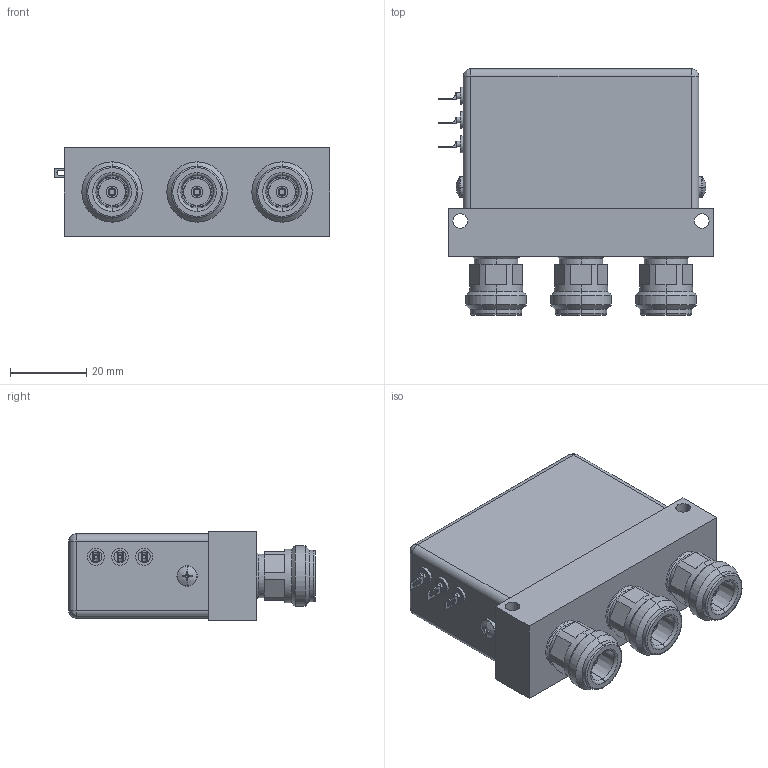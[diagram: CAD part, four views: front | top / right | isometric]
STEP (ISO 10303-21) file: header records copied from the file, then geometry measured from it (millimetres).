
FILE_DESCRIPTION (( 'STEP AP203' ), '1' );
FILE_NAME ('FMSW6492_3D.STEP', '2022-05-16T23:54:26', ( '' ), ( '' ), 'SwSTEP 2.0', 'SolidWorks 2021', '' );
FILE_SCHEMA (( 'CONFIG_CONTROL_DESIGN' ));
Length unit declared in the file: inch
Products named in the file (6): FMSW6492_3D; B12021003_1^FMSW6492; B12029001_1^FMSW6492; R12053-e360_-22_1^FMSW6492; A12075Y04_-401_1^FMSW6492; R040691-e360_-03_1^FMSW6492
Assembly tree (10 placements, depth 2):
  FMSW6492_3D
    B12021003_1^FMSW6492
    B12029001_1^FMSW6492  x3
    R12053-e360_-22_1^FMSW6492
    R040691-e360_-03_1^FMSW6492  x3
    A12075Y04_-401_1^FMSW6492  x2
Bounding box: 72.5 x 64.86 x 23.37 mm (x, y, z)
Volume: 27557.7 mm3; surface area: 28014.8 mm2
Topology: 16 solids, 16 shells, 813 faces, 2060 edges, 1324 vertices
Faces by surface type: plane 450, cylinder 164, bspline 126, cone 73
Entity records: 21181 total; most frequent: CARTESIAN_POINT 7829, ORIENTED_EDGE 2738, DIRECTION 2327, EDGE_CURVE 1369, LINE 951, VECTOR 951, VERTEX_POINT 892, AXIS2_PLACEMENT_3D 688
